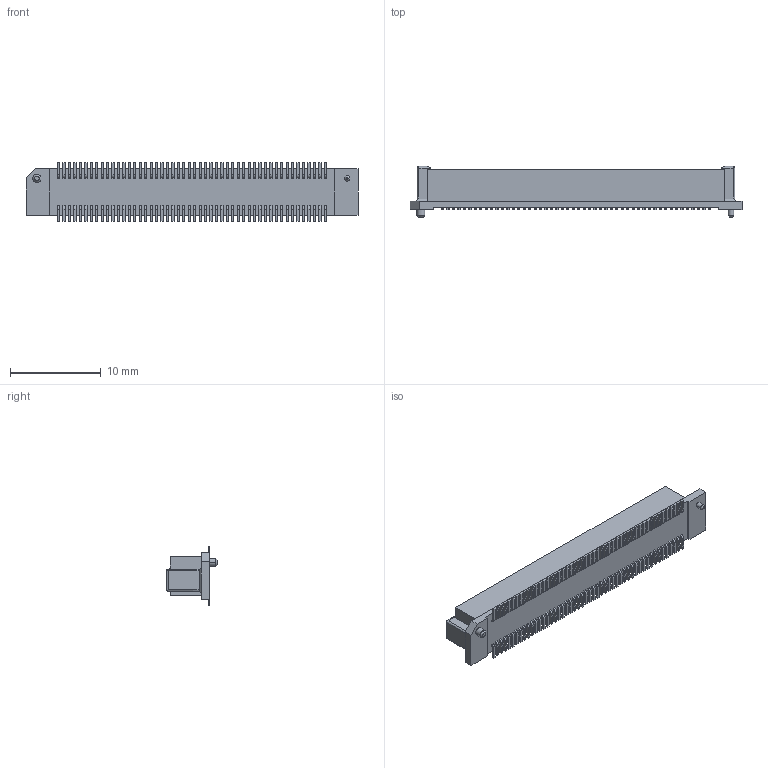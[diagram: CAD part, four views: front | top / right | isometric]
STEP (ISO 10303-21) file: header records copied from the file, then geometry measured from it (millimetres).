
FILE_DESCRIPTION(('OneSpaceDesigner STEP Export'),'2;1');
FILE_NAME('FX8C-100P-SV.stp','2007-03-20T17:58:26',(''),(''),'OneSpace Designer STEP processor (Jan. 2003) for AP214(CD)(Solid Model)','OneSpace Designer 12.00 10-Sep-2003 (C) CoCreate Software GmbH','');
FILE_SCHEMA(('AUTOMOTIVE_DESIGN_CC2 {1 2 10303 214 -1 1 5 1}'));
Length unit declared in the file: millimetre
Products named in the file (2): FX8C-100P-SV
Assembly tree (1 placements, depth 2):
  FX8C-100P-SV
    FX8C-100P-SV
Bounding box: 36.6 x 5.65 x 6.5 mm (x, y, z)
Volume: 306.7 mm3; surface area: 1094.8 mm2
Topology: 1 solids, 1 shells, 768 faces, 1976 edges, 1309 vertices
Faces by surface type: plane 544, cylinder 212, cone 4, extrusion 4, bspline 4
Entity records: 28815 total; most frequent: CARTESIAN_POINT 4148, ORIENTED_EDGE 3944, DIRECTION 3863, EDGE_CURVE 1972, VECTOR 1535, LINE 1531, VERTEX_POINT 1309, AXIS2_PLACEMENT_3D 1164
